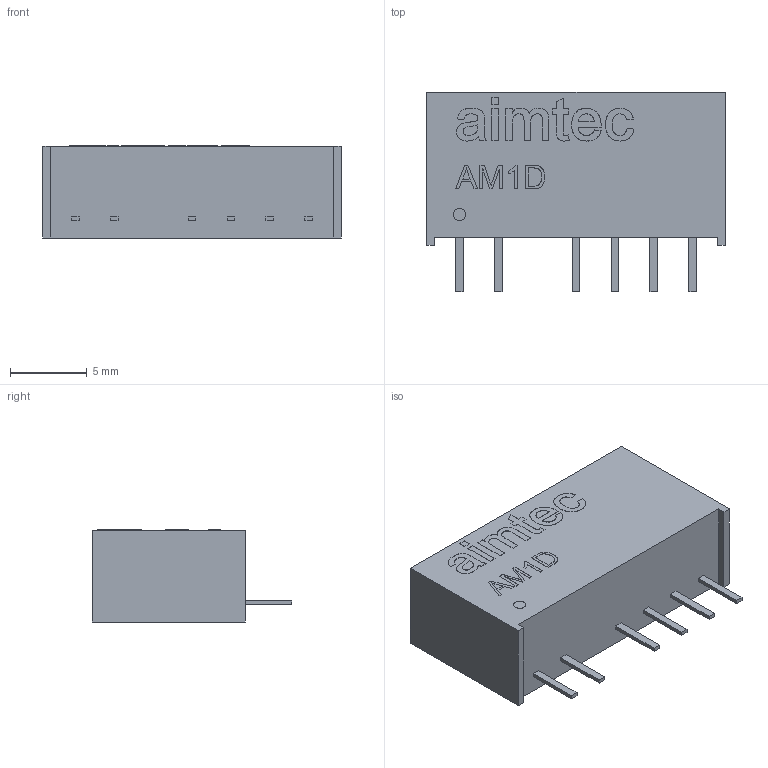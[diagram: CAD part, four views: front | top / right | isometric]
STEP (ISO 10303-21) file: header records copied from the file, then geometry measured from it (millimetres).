
FILE_DESCRIPTION (( 'STEP AP214' ), '1' );
FILE_NAME ('C50B5013-C1E4-4D99-BACD-BCFEE2ADF24F.STEP', '2022-12-02T05:52:40', ( '' ), ( '' ), 'SwSTEP 2.0', 'SolidWorks 2022', '' );
FILE_SCHEMA (( 'AUTOMOTIVE_DESIGN' ));
Length unit declared in the file: millimetre
Products named in the file (1): C50B5013-C1E4-4D99-BACD-BCFEE2ADF24F
Bounding box: 19.5 x 13.05 x 6.01 mm (x, y, z)
Volume: 1117.3 mm3; surface area: 798 mm2
Topology: 19 solids, 19 shells, 220 faces, 546 edges, 364 vertices
Faces by surface type: plane 152, bspline 66, cylinder 2
Entity records: 13598 total; most frequent: CARTESIAN_POINT 6165, ORIENTED_EDGE 1092, DIRECTION 728, EDGE_CURVE 546, VECTOR 410, LINE 410, VERTEX_POINT 364, UNCERTAINTY_MEASURE_WITH_UNIT 241
